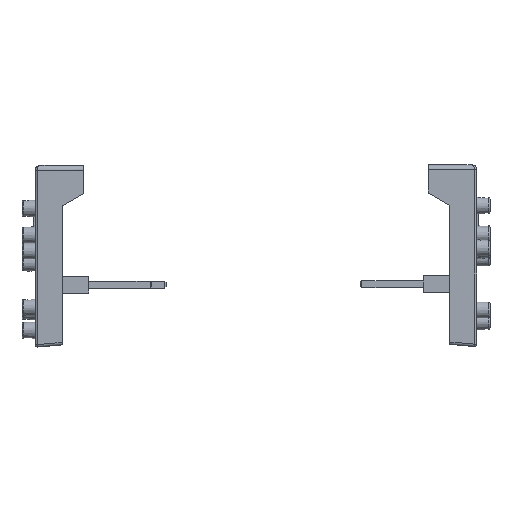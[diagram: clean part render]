
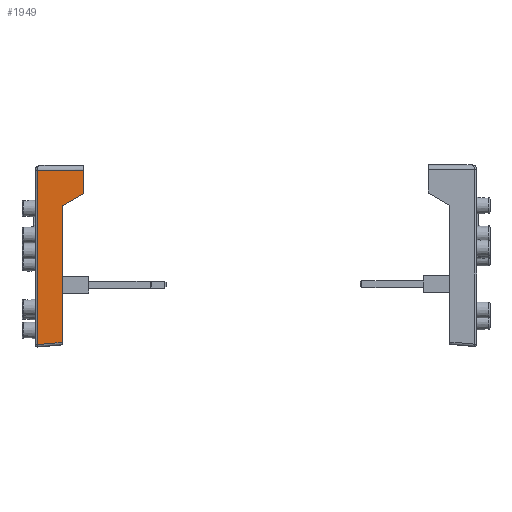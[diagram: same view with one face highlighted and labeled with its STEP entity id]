
A CAD part, left-side view. The second image highlights one B-rep face of the part: STEP entity #1949.
In plain terms, the highlighted planar face has unit normal (-1, 0, 0).
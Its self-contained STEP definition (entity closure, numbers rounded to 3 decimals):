
#910=CIRCLE('',#17912,0.5);
#1949=ADVANCED_FACE('',(#3424),#2725,.T.);
#2725=PLANE('',#18461);
#3424=FACE_OUTER_BOUND('',#4385,.T.);
#4385=EDGE_LOOP('',(#7403,#7404,#7405,#7406,#7407,#7408,#7409));
#7403=ORIENTED_EDGE('',*,*,#12795,.F.);
#7404=ORIENTED_EDGE('',*,*,#12796,.F.);
#7405=ORIENTED_EDGE('',*,*,#12447,.F.);
#7406=ORIENTED_EDGE('',*,*,#11970,.F.);
#7407=ORIENTED_EDGE('',*,*,#11967,.T.);
#7408=ORIENTED_EDGE('',*,*,#11964,.F.);
#7409=ORIENTED_EDGE('',*,*,#12797,.F.);
#10101=VERTEX_POINT('',#24856);
#10123=VERTEX_POINT('',#24916);
#10124=VERTEX_POINT('',#24918);
#10126=VERTEX_POINT('',#24924);
#10128=VERTEX_POINT('',#24930);
#10453=VERTEX_POINT('',#25962);
#10660=VERTEX_POINT('',#27087);
#11964=EDGE_CURVE('',#10123,#10124,#14425,.T.);
#11967=EDGE_CURVE('',#10126,#10124,#14428,.T.);
#11970=EDGE_CURVE('',#10126,#10128,#910,.T.);
#12447=EDGE_CURVE('',#10128,#10453,#14742,.T.);
#12795=EDGE_CURVE('',#10101,#10660,#14964,.T.);
#12796=EDGE_CURVE('',#10453,#10101,#14965,.T.);
#12797=EDGE_CURVE('',#10660,#10123,#14966,.T.);
#14425=LINE('',#24917,#16243);
#14428=LINE('',#24923,#16246);
#14742=LINE('',#25961,#16560);
#14964=LINE('',#27086,#16782);
#14965=LINE('',#27088,#16783);
#14966=LINE('',#27089,#16784);
#16243=VECTOR('',#19963,1.);
#16246=VECTOR('',#19968,1.);
#16560=VECTOR('',#20904,1.);
#16782=VECTOR('',#21606,1.);
#16783=VECTOR('',#21607,1.);
#16784=VECTOR('',#21608,1.);
#17912=AXIS2_PLACEMENT_3D('',#24929,#19974,#19975);
#18461=AXIS2_PLACEMENT_3D('',#27090,#21609,#21610);
#19963=DIRECTION('',(0.,0.,-1.));
#19968=DIRECTION('',(0.,-0.866,0.5));
#19974=DIRECTION('',(-1.,0.,0.));
#19975=DIRECTION('',(0.,0.866,0.5));
#20904=DIRECTION('',(0.,0.,-1.));
#21606=DIRECTION('',(0.,0.,1.));
#21607=DIRECTION('',(0.,0.996,-0.087));
#21608=DIRECTION('',(0.,-1.,0.));
#21609=DIRECTION('',(-1.,0.,0.));
#21610=DIRECTION('',(0.,1.,0.));
#24856=CARTESIAN_POINT('',(-67.5,45.2,47.146));
#24916=CARTESIAN_POINT('',(-67.5,35.6,83.2));
#24917=CARTESIAN_POINT('',(-67.5,35.6,84.2));
#24918=CARTESIAN_POINT('',(-67.5,35.6,78.4));
#24923=CARTESIAN_POINT('',(-67.5,37.006,77.588));
#24924=CARTESIAN_POINT('',(-67.5,39.85,75.946));
#24929=CARTESIAN_POINT('',(-67.5,39.6,75.513));
#24930=CARTESIAN_POINT('',(-67.5,40.1,75.513));
#25961=CARTESIAN_POINT('',(-67.5,40.1,84.2));
#25962=CARTESIAN_POINT('',(-67.5,40.1,47.592));
#27086=CARTESIAN_POINT('',(-67.5,45.2,74.8));
#27087=CARTESIAN_POINT('',(-67.5,45.2,83.2));
#27088=CARTESIAN_POINT('',(-67.5,38.543,47.728));
#27089=CARTESIAN_POINT('',(-67.5,40.1,83.2));
#27090=CARTESIAN_POINT('',(-67.5,40.1,84.2));
